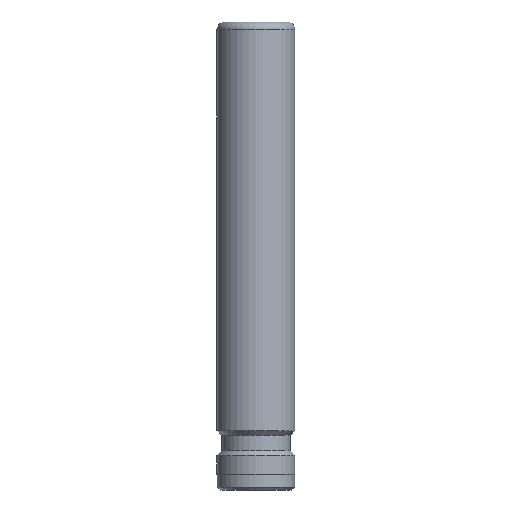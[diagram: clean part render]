
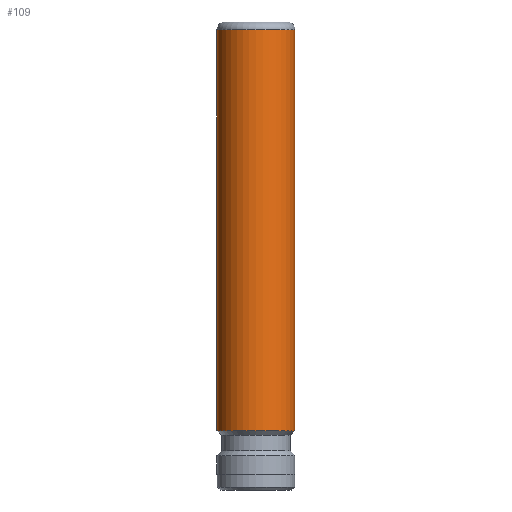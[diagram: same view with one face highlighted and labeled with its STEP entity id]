
A CAD part, front view. The second image highlights one B-rep face of the part: STEP entity #109.
In plain terms, the highlighted cylindrical face has radius 12.5 mm (diameter 25 mm), a partial arc.
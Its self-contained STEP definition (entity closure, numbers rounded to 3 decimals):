
#4 = CYLINDRICAL_SURFACE ( 'NONE', #585, 12.5 ) ;
#17 = VERTEX_POINT ( 'NONE', #295 ) ;
#47 = CARTESIAN_POINT ( 'NONE',  ( 12.5, 0., 150. ) ) ;
#49 = AXIS2_PLACEMENT_3D ( 'NONE', #125, #521, #181 ) ;
#77 = EDGE_CURVE ( 'NONE', #17, #404, #732, .T. ) ;
#109 = ADVANCED_FACE ( 'NONE', ( #290 ), #4, .T. ) ;
#115 = ORIENTED_EDGE ( 'NONE', *, *, #734, .T. ) ;
#117 = EDGE_LOOP ( 'NONE', ( #412, #677, #115, #194 ) ) ;
#123 = DIRECTION ( 'NONE',  ( 0., 0., -1. ) ) ;
#125 = CARTESIAN_POINT ( 'NONE',  ( 0., 0., 19. ) ) ;
#159 = CARTESIAN_POINT ( 'NONE',  ( -12.5, 0., 150. ) ) ;
#181 = DIRECTION ( 'NONE',  ( -1., 0., 0. ) ) ;
#194 = ORIENTED_EDGE ( 'NONE', *, *, #221, .F. ) ;
#221 = EDGE_CURVE ( 'NONE', #404, #431, #652, .T. ) ;
#269 = CARTESIAN_POINT ( 'NONE',  ( 0., 0., 147.5 ) ) ;
#286 = DIRECTION ( 'NONE',  ( 0., 0., -1. ) ) ;
#290 = FACE_OUTER_BOUND ( 'NONE', #117, .T. ) ;
#295 = CARTESIAN_POINT ( 'NONE',  ( 12.5, 0., 147.5 ) ) ;
#305 = VERTEX_POINT ( 'NONE', #599 ) ;
#328 = LINE ( 'NONE', #159, #407 ) ;
#343 = DIRECTION ( 'NONE',  ( 0., 0., -1. ) ) ;
#403 = DIRECTION ( 'NONE',  ( -1., 0., 0. ) ) ;
#404 = VERTEX_POINT ( 'NONE', #416 ) ;
#407 = VECTOR ( 'NONE', #343, 1000. ) ;
#412 = ORIENTED_EDGE ( 'NONE', *, *, #77, .F. ) ;
#416 = CARTESIAN_POINT ( 'NONE',  ( 12.5, 0., 19. ) ) ;
#431 = VERTEX_POINT ( 'NONE', #477 ) ;
#458 = EDGE_CURVE ( 'NONE', #17, #305, #510, .T. ) ;
#477 = CARTESIAN_POINT ( 'NONE',  ( -12.5, 0., 19. ) ) ;
#510 = CIRCLE ( 'NONE', #620, 12.5 ) ;
#516 = CARTESIAN_POINT ( 'NONE',  ( 0., 0., 150. ) ) ;
#521 = DIRECTION ( 'NONE',  ( 0., 0., -1. ) ) ;
#585 = AXIS2_PLACEMENT_3D ( 'NONE', #516, #123, #403 ) ;
#599 = CARTESIAN_POINT ( 'NONE',  ( -12.5, 0., 147.5 ) ) ;
#620 = AXIS2_PLACEMENT_3D ( 'NONE', #269, #668, #727 ) ;
#652 = CIRCLE ( 'NONE', #49, 12.5 ) ;
#668 = DIRECTION ( 'NONE',  ( 0., 0., -1. ) ) ;
#677 = ORIENTED_EDGE ( 'NONE', *, *, #458, .T. ) ;
#727 = DIRECTION ( 'NONE',  ( 1., 0., 0. ) ) ;
#732 = LINE ( 'NONE', #47, #740 ) ;
#734 = EDGE_CURVE ( 'NONE', #305, #431, #328, .T. ) ;
#740 = VECTOR ( 'NONE', #286, 1000. ) ;
